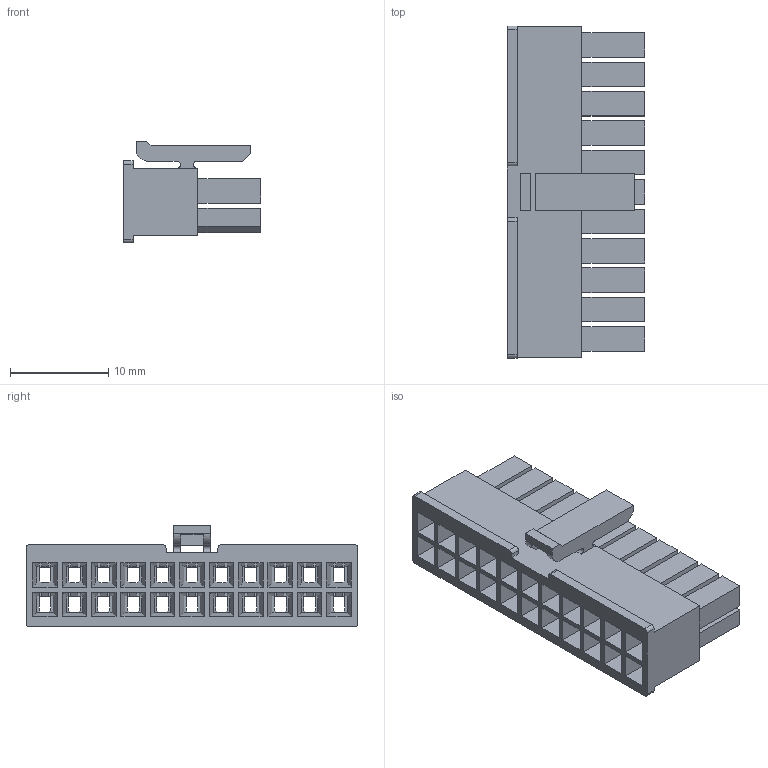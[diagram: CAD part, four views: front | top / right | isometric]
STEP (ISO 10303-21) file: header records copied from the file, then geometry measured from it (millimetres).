
FILE_DESCRIPTION(/* description */ ('Unknown'),/* implementation_level */ '2;1');
FILE_NAME(/* name */ '66202211332y',/* time_stamp */ '2024-09-24T13:44:32+02:00',/* author */ ('Unknown'),/* organization */ ('Unknown'),/* preprocessor_version */ 'ST-DEVELOPER v19.4',/* originating_system */ 'Solid Edge',/* authorisation */ 'Unknown');
FILE_SCHEMA (('AUTOMOTIVE_DESIGN {1 0 10303 214 3 1 1}'));
Length unit declared in the file: millimetre
Products named in the file (2): 6620xx11332y; 66202211332y
Assembly tree (1 placements, depth 2):
  6620xx11332y
    66202211332y
Bounding box: 14 x 33.85 x 10.4 mm (x, y, z)
Volume: 1475.1 mm3; surface area: 5060.1 mm2
Topology: 1 solids, 1 shells, 968 faces, 2546 edges, 1624 vertices
Faces by surface type: plane 957, cylinder 11
Entity records: 29075 total; most frequent: CARTESIAN_POINT 5140, ORIENTED_EDGE 5092, DIRECTION 4510, EDGE_CURVE 2546, LINE 2522, VECTOR 2522, VERTEX_POINT 1624, EDGE_LOOP 1058
